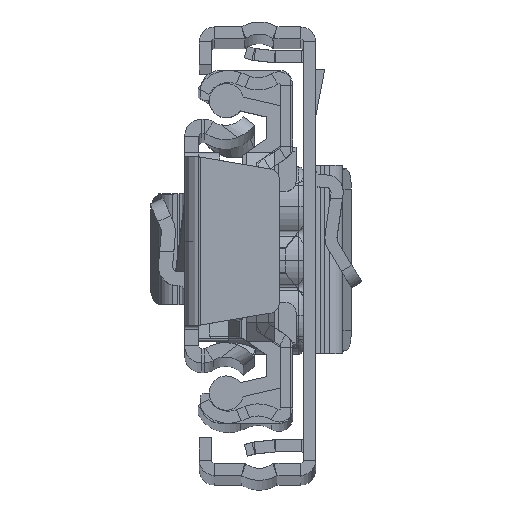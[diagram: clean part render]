
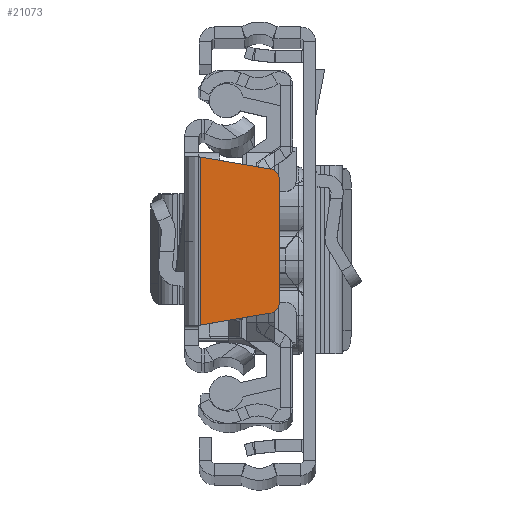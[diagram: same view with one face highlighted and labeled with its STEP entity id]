
A CAD part, top view. The second image highlights one B-rep face of the part: STEP entity #21073.
In plain terms, the highlighted planar face has unit normal (0, 0, 1).
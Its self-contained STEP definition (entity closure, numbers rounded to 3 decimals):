
#496 = VERTEX_POINT ( 'NONE', #1042 ) ;
#865 = EDGE_CURVE ( 'NONE', #9673, #5953, #1797, .T. ) ;
#1042 = CARTESIAN_POINT ( 'NONE',  ( 1.6, 8.333, 0. ) ) ;
#1797 = CIRCLE ( 'NONE', #9865, 1. ) ;
#2466 = DIRECTION ( 'NONE',  ( 1., 0., 0. ) ) ;
#3187 = EDGE_CURVE ( 'NONE', #19495, #496, #18375, .T. ) ;
#3340 = CARTESIAN_POINT ( 'NONE',  ( 1.5, 8.35, 0. ) ) ;
#3817 = CARTESIAN_POINT ( 'NONE',  ( 8.4, 6.156, 0. ) ) ;
#4409 = ORIENTED_EDGE ( 'NONE', *, *, #21602, .T. ) ;
#4414 = DIRECTION ( 'NONE',  ( 0., 0., 1. ) ) ;
#4658 = CARTESIAN_POINT ( 'NONE',  ( 9.4, 6.156, 0. ) ) ;
#5277 = ORIENTED_EDGE ( 'NONE', *, *, #3187, .T. ) ;
#5932 = EDGE_CURVE ( 'NONE', #16540, #19495, #9434, .T. ) ;
#5953 = VERTEX_POINT ( 'NONE', #17706 ) ;
#5954 = VECTOR ( 'NONE', #17703, 1000. ) ;
#5962 = EDGE_LOOP ( 'NONE', ( #9423, #13166, #13074, #4409, #18127, #5277 ) ) ;
#6725 = DIRECTION ( 'NONE',  ( -0.986, 0.168, 0. ) ) ;
#7567 = LINE ( 'NONE', #14270, #9667 ) ;
#8590 = CARTESIAN_POINT ( 'NONE',  ( 1.6, -8.333, 0. ) ) ;
#9257 = CARTESIAN_POINT ( 'NONE',  ( 8.4, 6.156, 0. ) ) ;
#9423 = ORIENTED_EDGE ( 'NONE', *, *, #15902, .T. ) ;
#9434 = CIRCLE ( 'NONE', #11178, 1. ) ;
#9537 = AXIS2_PLACEMENT_3D ( 'NONE', #3817, #10730, #15765 ) ;
#9633 = LINE ( 'NONE', #16316, #18013 ) ;
#9667 = VECTOR ( 'NONE', #20994, 1000. ) ;
#9673 = VERTEX_POINT ( 'NONE', #15277 ) ;
#9865 = AXIS2_PLACEMENT_3D ( 'NONE', #14395, #4414, #21108 ) ;
#10730 = DIRECTION ( 'NONE',  ( 0., 0., -1. ) ) ;
#11178 = AXIS2_PLACEMENT_3D ( 'NONE', #9257, #20807, #2466 ) ;
#11736 = VERTEX_POINT ( 'NONE', #8590 ) ;
#12868 = LINE ( 'NONE', #4658, #5954 ) ;
#13074 = ORIENTED_EDGE ( 'NONE', *, *, #865, .T. ) ;
#13166 = ORIENTED_EDGE ( 'NONE', *, *, #19737, .T. ) ;
#13833 = VECTOR ( 'NONE', #6725, 1000. ) ;
#14213 = PLANE ( 'NONE',  #9537 ) ;
#14270 = CARTESIAN_POINT ( 'NONE',  ( 1.6, -8.333, 0. ) ) ;
#14395 = CARTESIAN_POINT ( 'NONE',  ( 8.4, -6.156, 0. ) ) ;
#15136 = CARTESIAN_POINT ( 'NONE',  ( 8.568, 7.142, 0. ) ) ;
#15277 = CARTESIAN_POINT ( 'NONE',  ( 8.568, -7.142, 0. ) ) ;
#15765 = DIRECTION ( 'NONE',  ( 1., 0., 0. ) ) ;
#15902 = EDGE_CURVE ( 'NONE', #496, #11736, #7567, .T. ) ;
#16316 = CARTESIAN_POINT ( 'NONE',  ( 8.568, -7.142, 0. ) ) ;
#16540 = VERTEX_POINT ( 'NONE', #20506 ) ;
#17201 = FACE_OUTER_BOUND ( 'NONE', #5962, .T. ) ;
#17703 = DIRECTION ( 'NONE',  ( 0., 1., 0. ) ) ;
#17706 = CARTESIAN_POINT ( 'NONE',  ( 9.4, -6.156, 0. ) ) ;
#18013 = VECTOR ( 'NONE', #18196, 1000. ) ;
#18127 = ORIENTED_EDGE ( 'NONE', *, *, #5932, .T. ) ;
#18196 = DIRECTION ( 'NONE',  ( 0.986, 0.168, 0. ) ) ;
#18375 = LINE ( 'NONE', #3340, #13833 ) ;
#19495 = VERTEX_POINT ( 'NONE', #15136 ) ;
#19737 = EDGE_CURVE ( 'NONE', #11736, #9673, #9633, .T. ) ;
#20506 = CARTESIAN_POINT ( 'NONE',  ( 9.4, 6.156, 0. ) ) ;
#20807 = DIRECTION ( 'NONE',  ( 0., 0., 1. ) ) ;
#20994 = DIRECTION ( 'NONE',  ( 0., -1., 0. ) ) ;
#21073 = ADVANCED_FACE ( 'NONE', ( #17201 ), #14213, .F. ) ;
#21108 = DIRECTION ( 'NONE',  ( 1., 0., 0. ) ) ;
#21602 = EDGE_CURVE ( 'NONE', #5953, #16540, #12868, .T. ) ;
